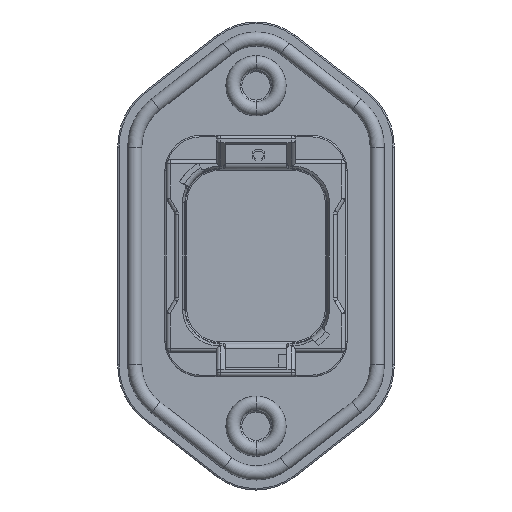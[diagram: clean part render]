
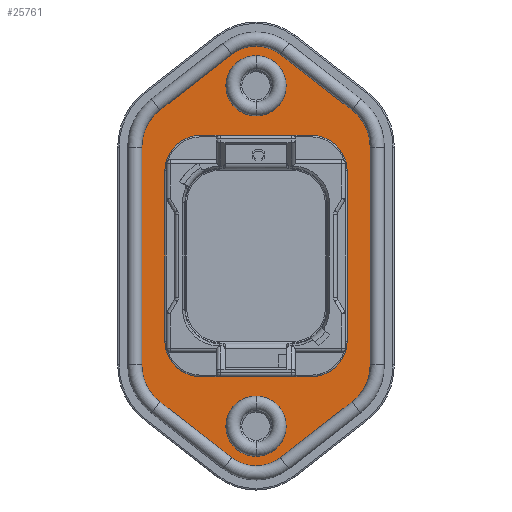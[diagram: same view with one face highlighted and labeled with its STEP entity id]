
A CAD part, front view. The second image highlights one B-rep face of the part: STEP entity #25761.
In plain terms, the highlighted planar face has unit normal (0, -1, 0).
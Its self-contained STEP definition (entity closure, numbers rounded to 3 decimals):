
#284=CARTESIAN_POINT('',(7.85,13.5,-12.));
#285=DIRECTION('',(0.,-1.,0.));
#286=DIRECTION('',(0.,0.,-1.));
#287=AXIS2_PLACEMENT_3D('',#284,#285,#286);
#343=DIRECTION('',(0.79,0.,-0.613));
#344=VECTOR('',#343,12.806);
#345=CARTESIAN_POINT('',(-13.549,13.5,-20.567));
#346=LINE('',#345,#344);
#347=CARTESIAN_POINT('',(-9.5,13.5,-15.355));
#348=DIRECTION('',(0.,-1.,0.));
#349=DIRECTION('',(-1.,0.,0.));
#350=AXIS2_PLACEMENT_3D('',#347,#348,#349);
#352=DIRECTION('',(0.,0.,-1.));
#353=VECTOR('',#352,30.71);
#354=CARTESIAN_POINT('',(-16.1,13.5,15.355));
#355=LINE('',#354,#353);
#356=CARTESIAN_POINT('',(-9.5,13.5,15.355));
#357=DIRECTION('',(0.,-1.,0.));
#358=DIRECTION('',(-0.613,0.,0.79));
#359=AXIS2_PLACEMENT_3D('',#356,#357,#358);
#361=DIRECTION('',(-0.79,0.,-0.613));
#362=VECTOR('',#361,12.806);
#363=CARTESIAN_POINT('',(-3.435,13.5,28.423));
#364=LINE('',#363,#362);
#365=CARTESIAN_POINT('',(0.,13.5,24.));
#366=DIRECTION('',(0.,-1.,0.));
#367=DIRECTION('',(0.613,0.,0.79));
#368=AXIS2_PLACEMENT_3D('',#365,#366,#367);
#370=DIRECTION('',(-0.79,0.,0.613));
#371=VECTOR('',#370,12.806);
#372=CARTESIAN_POINT('',(13.549,13.5,20.567));
#373=LINE('',#372,#371);
#374=CARTESIAN_POINT('',(9.5,13.5,15.355));
#375=DIRECTION('',(0.,-1.,0.));
#376=DIRECTION('',(1.,0.,0.));
#377=AXIS2_PLACEMENT_3D('',#374,#375,#376);
#379=DIRECTION('',(0.,0.,1.));
#380=VECTOR('',#379,30.71);
#381=CARTESIAN_POINT('',(16.1,13.5,-15.355));
#382=LINE('',#381,#380);
#383=CARTESIAN_POINT('',(9.5,13.5,-15.355));
#384=DIRECTION('',(0.,-1.,0.));
#385=DIRECTION('',(0.613,0.,-0.79));
#386=AXIS2_PLACEMENT_3D('',#383,#384,#385);
#388=DIRECTION('',(0.79,0.,0.613));
#389=VECTOR('',#388,12.806);
#390=CARTESIAN_POINT('',(3.435,13.5,-28.423));
#391=LINE('',#390,#389);
#392=CARTESIAN_POINT('',(0.,13.5,-24.));
#393=DIRECTION('',(0.,-1.,0.));
#394=DIRECTION('',(-0.613,0.,-0.79));
#395=AXIS2_PLACEMENT_3D('',#392,#393,#394);
#397=CARTESIAN_POINT('',(0.,13.5,-24.));
#398=DIRECTION('',(0.,1.,0.));
#399=DIRECTION('',(0.,0.,1.));
#400=AXIS2_PLACEMENT_3D('',#397,#398,#399);
#402=CARTESIAN_POINT('',(0.,13.5,-24.));
#403=DIRECTION('',(0.,1.,0.));
#404=DIRECTION('',(0.,0.,-1.));
#405=AXIS2_PLACEMENT_3D('',#402,#403,#404);
#407=CARTESIAN_POINT('',(0.,13.5,24.));
#408=DIRECTION('',(0.,1.,0.));
#409=DIRECTION('',(0.,0.,1.));
#410=AXIS2_PLACEMENT_3D('',#407,#408,#409);
#412=CARTESIAN_POINT('',(0.,13.5,24.));
#413=DIRECTION('',(0.,1.,0.));
#414=DIRECTION('',(0.,0.,-1.));
#415=AXIS2_PLACEMENT_3D('',#412,#413,#414);
#595=DIRECTION('',(-1.,0.,0.));
#596=VECTOR('',#595,15.7);
#597=CARTESIAN_POINT('',(7.85,13.5,-17.));
#598=LINE('',#597,#596);
#883=DIRECTION('',(1.,0.,0.));
#884=VECTOR('',#883,15.7);
#885=CARTESIAN_POINT('',(-7.85,13.5,17.));
#886=LINE('',#885,#884);
#903=CARTESIAN_POINT('',(7.85,13.5,12.));
#904=DIRECTION('',(0.,-1.,0.));
#905=DIRECTION('',(1.,0.,0.));
#906=AXIS2_PLACEMENT_3D('',#903,#904,#905);
#912=DIRECTION('',(0.,0.,-1.));
#913=VECTOR('',#912,24.);
#914=CARTESIAN_POINT('',(12.85,13.5,12.));
#915=LINE('',#914,#913);
#14666=CARTESIAN_POINT('',(-7.85,13.5,-12.));
#14667=DIRECTION('',(0.,-1.,0.));
#14668=DIRECTION('',(-1.,0.,0.));
#14669=AXIS2_PLACEMENT_3D('',#14666,#14667,#14668);
#14675=DIRECTION('',(0.,0.,1.));
#14676=VECTOR('',#14675,24.);
#14677=CARTESIAN_POINT('',(-12.85,13.5,-12.));
#14678=LINE('',#14677,#14676);
#14687=CARTESIAN_POINT('',(-7.85,13.5,12.));
#14688=DIRECTION('',(0.,-1.,0.));
#14689=DIRECTION('',(0.,0.,1.));
#14690=AXIS2_PLACEMENT_3D('',#14687,#14688,#14689);
#22604=CARTESIAN_POINT('',(-13.549,13.5,-20.567));
#22605=CARTESIAN_POINT('',(-3.435,13.5,-28.423));
#22606=VERTEX_POINT('',#22604);
#22607=VERTEX_POINT('',#22605);
#22612=CARTESIAN_POINT('',(3.435,13.5,-28.423));
#22613=VERTEX_POINT('',#22612);
#22616=CARTESIAN_POINT('',(13.549,13.5,-20.567));
#22617=VERTEX_POINT('',#22616);
#22620=CARTESIAN_POINT('',(16.1,13.5,-15.355));
#22621=VERTEX_POINT('',#22620);
#22624=CARTESIAN_POINT('',(16.1,13.5,15.355));
#22625=VERTEX_POINT('',#22624);
#22628=CARTESIAN_POINT('',(13.549,13.5,20.567));
#22629=VERTEX_POINT('',#22628);
#22632=CARTESIAN_POINT('',(3.435,13.5,28.423));
#22633=VERTEX_POINT('',#22632);
#22636=CARTESIAN_POINT('',(-3.435,13.5,28.423));
#22637=VERTEX_POINT('',#22636);
#22640=CARTESIAN_POINT('',(-13.549,13.5,20.567));
#22641=VERTEX_POINT('',#22640);
#22644=CARTESIAN_POINT('',(-16.1,13.5,15.355));
#22645=VERTEX_POINT('',#22644);
#22648=CARTESIAN_POINT('',(-16.1,13.5,-15.355));
#22649=VERTEX_POINT('',#22648);
#22680=CARTESIAN_POINT('',(0.,13.5,28.25));
#22681=CARTESIAN_POINT('',(0.,13.5,19.75));
#22682=VERTEX_POINT('',#22680);
#22683=VERTEX_POINT('',#22681);
#22688=CARTESIAN_POINT('',(0.,13.5,-19.75));
#22689=CARTESIAN_POINT('',(0.,13.5,-28.25));
#22690=VERTEX_POINT('',#22688);
#22691=VERTEX_POINT('',#22689);
#22692=CARTESIAN_POINT('',(7.85,13.5,-17.));
#22693=CARTESIAN_POINT('',(-7.85,13.5,-17.));
#22694=VERTEX_POINT('',#22692);
#22695=VERTEX_POINT('',#22693);
#22696=CARTESIAN_POINT('',(-7.85,13.5,17.));
#22697=CARTESIAN_POINT('',(7.85,13.5,17.));
#22698=VERTEX_POINT('',#22696);
#22699=VERTEX_POINT('',#22697);
#22700=CARTESIAN_POINT('',(12.85,13.5,-12.));
#22701=VERTEX_POINT('',#22700);
#22702=CARTESIAN_POINT('',(-12.85,13.5,-12.));
#22703=VERTEX_POINT('',#22702);
#22704=CARTESIAN_POINT('',(-12.85,13.5,12.));
#22705=VERTEX_POINT('',#22704);
#22706=CARTESIAN_POINT('',(12.85,13.5,12.));
#22707=VERTEX_POINT('',#22706);
#25701=CARTESIAN_POINT('',(12.6,13.5,0.));
#25702=DIRECTION('',(0.,-1.,0.));
#25703=DIRECTION('',(0.,0.,1.));
#25704=AXIS2_PLACEMENT_3D('',#25701,#25702,#25703);
#25705=PLANE('',#25704);
#25707=ORIENTED_EDGE('',*,*,#25706,.F.);
#25709=ORIENTED_EDGE('',*,*,#25708,.F.);
#25711=ORIENTED_EDGE('',*,*,#25710,.F.);
#25713=ORIENTED_EDGE('',*,*,#25712,.F.);
#25715=ORIENTED_EDGE('',*,*,#25714,.F.);
#25717=ORIENTED_EDGE('',*,*,#25716,.F.);
#25719=ORIENTED_EDGE('',*,*,#25718,.F.);
#25721=ORIENTED_EDGE('',*,*,#25720,.F.);
#25723=ORIENTED_EDGE('',*,*,#25722,.F.);
#25725=ORIENTED_EDGE('',*,*,#25724,.F.);
#25727=ORIENTED_EDGE('',*,*,#25726,.F.);
#25729=ORIENTED_EDGE('',*,*,#25728,.F.);
#25730=EDGE_LOOP('',(#25707,#25709,#25711,#25713,#25715,#25717,#25719,#25721,
#25723,#25725,#25727,#25729));
#25731=FACE_OUTER_BOUND('',#25730,.F.);
#25733=ORIENTED_EDGE('',*,*,#25732,.F.);
#25734=ORIENTED_EDGE('',*,*,#25691,.T.);
#25736=ORIENTED_EDGE('',*,*,#25735,.F.);
#25738=ORIENTED_EDGE('',*,*,#25737,.T.);
#25740=ORIENTED_EDGE('',*,*,#25739,.F.);
#25742=ORIENTED_EDGE('',*,*,#25741,.T.);
#25744=ORIENTED_EDGE('',*,*,#25743,.F.);
#25746=ORIENTED_EDGE('',*,*,#25745,.T.);
#25747=EDGE_LOOP('',(#25733,#25734,#25736,#25738,#25740,#25742,#25744,#25746));
#25748=FACE_BOUND('',#25747,.F.);
#25750=ORIENTED_EDGE('',*,*,#25749,.F.);
#25752=ORIENTED_EDGE('',*,*,#25751,.F.);
#25753=EDGE_LOOP('',(#25750,#25752));
#25754=FACE_BOUND('',#25753,.F.);
#25756=ORIENTED_EDGE('',*,*,#25755,.F.);
#25758=ORIENTED_EDGE('',*,*,#25757,.F.);
#25759=EDGE_LOOP('',(#25756,#25758));
#25760=FACE_BOUND('',#25759,.F.);
#25761=ADVANCED_FACE('',(#25731,#25748,#25754,#25760),#25705,.T.);
#288=CIRCLE('',#287,5.);
#351=CIRCLE('',#350,6.6);
#360=CIRCLE('',#359,6.6);
#369=CIRCLE('',#368,5.6);
#378=CIRCLE('',#377,6.6);
#387=CIRCLE('',#386,6.6);
#396=CIRCLE('',#395,5.6);
#401=CIRCLE('',#400,4.25);
#406=CIRCLE('',#405,4.25);
#411=CIRCLE('',#410,4.25);
#416=CIRCLE('',#415,4.25);
#907=CIRCLE('',#906,5.);
#14670=CIRCLE('',#14669,5.);
#14691=CIRCLE('',#14690,5.);
#25691=EDGE_CURVE('',#22694,#22701,#288,.T.);
#25706=EDGE_CURVE('',#22606,#22607,#346,.T.);
#25708=EDGE_CURVE('',#22649,#22606,#351,.T.);
#25710=EDGE_CURVE('',#22645,#22649,#355,.T.);
#25712=EDGE_CURVE('',#22641,#22645,#360,.T.);
#25714=EDGE_CURVE('',#22637,#22641,#364,.T.);
#25716=EDGE_CURVE('',#22633,#22637,#369,.T.);
#25718=EDGE_CURVE('',#22629,#22633,#373,.T.);
#25720=EDGE_CURVE('',#22625,#22629,#378,.T.);
#25722=EDGE_CURVE('',#22621,#22625,#382,.T.);
#25724=EDGE_CURVE('',#22617,#22621,#387,.T.);
#25726=EDGE_CURVE('',#22613,#22617,#391,.T.);
#25728=EDGE_CURVE('',#22607,#22613,#396,.T.);
#25732=EDGE_CURVE('',#22694,#22695,#598,.T.);
#25735=EDGE_CURVE('',#22707,#22701,#915,.T.);
#25737=EDGE_CURVE('',#22707,#22699,#907,.T.);
#25739=EDGE_CURVE('',#22698,#22699,#886,.T.);
#25741=EDGE_CURVE('',#22698,#22705,#14691,.T.);
#25743=EDGE_CURVE('',#22703,#22705,#14678,.T.);
#25745=EDGE_CURVE('',#22703,#22695,#14670,.T.);
#25749=EDGE_CURVE('',#22690,#22691,#401,.T.);
#25751=EDGE_CURVE('',#22691,#22690,#406,.T.);
#25755=EDGE_CURVE('',#22682,#22683,#411,.T.);
#25757=EDGE_CURVE('',#22683,#22682,#416,.T.);
